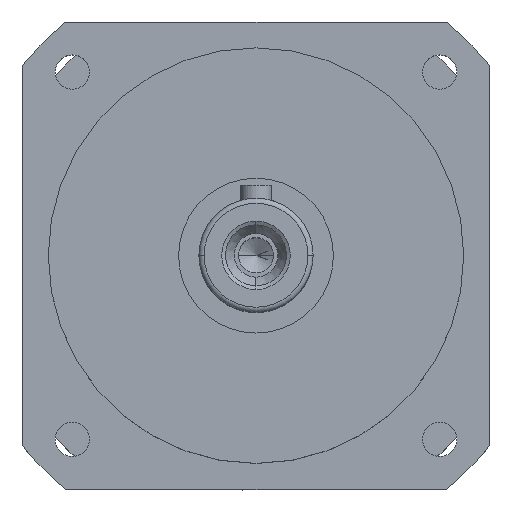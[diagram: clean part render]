
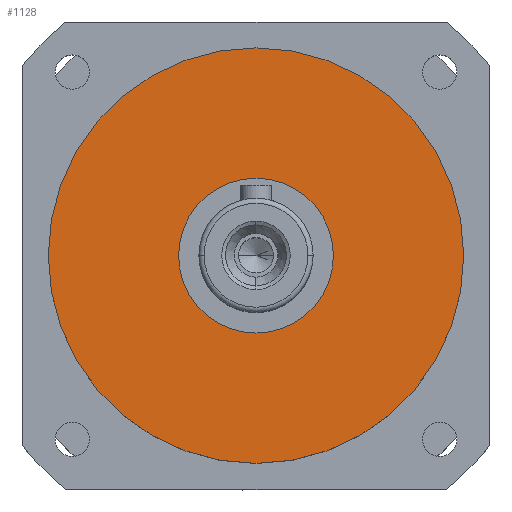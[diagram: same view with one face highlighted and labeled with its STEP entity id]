
A CAD part, top view. The second image highlights one B-rep face of the part: STEP entity #1128.
In plain terms, the highlighted planar face has unit normal (0, 0, 1).
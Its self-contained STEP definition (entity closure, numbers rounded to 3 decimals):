
#648 = EDGE_CURVE ( 'NONE', #5172, #7968, #9738, .T. ) ;
#1128 = ADVANCED_FACE ( 'NONE', ( #3967 ), #8322, .T. ) ;
#1149 = EDGE_CURVE ( 'NONE', #7968, #5172, #9730, .T. ) ;
#3082 = CARTESIAN_POINT ( 'NONE',  ( 40., 0., 60. ) ) ;
#3579 = CARTESIAN_POINT ( 'NONE',  ( 0., 0., 60. ) ) ;
#3967 = FACE_OUTER_BOUND ( 'NONE', #7746, .T. ) ;
#4070 = ORIENTED_EDGE ( 'NONE', *, *, #1149, .T. ) ;
#4493 = DIRECTION ( 'NONE',  ( 0., 0., 1. ) ) ;
#5123 = AXIS2_PLACEMENT_3D ( 'NONE', #10013, #10060, #10084 ) ;
#5172 = VERTEX_POINT ( 'NONE', #6199 ) ;
#6199 = CARTESIAN_POINT ( 'NONE',  ( -40., 0., 60. ) ) ;
#6718 = AXIS2_PLACEMENT_3D ( 'NONE', #8426, #8305, #8546 ) ;
#7746 = EDGE_LOOP ( 'NONE', ( #8701, #4070 ) ) ;
#7968 = VERTEX_POINT ( 'NONE', #3082 ) ;
#8283 = AXIS2_PLACEMENT_3D ( 'NONE', #3579, #4493, #9748 ) ;
#8305 = DIRECTION ( 'NONE',  ( 0., 0., 1. ) ) ;
#8322 = PLANE ( 'NONE',  #6718 ) ;
#8426 = CARTESIAN_POINT ( 'NONE',  ( 0., 0., 60. ) ) ;
#8546 = DIRECTION ( 'NONE',  ( 1., 0., 0. ) ) ;
#8701 = ORIENTED_EDGE ( 'NONE', *, *, #648, .T. ) ;
#9730 = CIRCLE ( 'NONE', #8283, 40. ) ;
#9738 = CIRCLE ( 'NONE', #5123, 40. ) ;
#9748 = DIRECTION ( 'NONE',  ( 1., 0., 0. ) ) ;
#10013 = CARTESIAN_POINT ( 'NONE',  ( 0., 0., 60. ) ) ;
#10060 = DIRECTION ( 'NONE',  ( 0., 0., 1. ) ) ;
#10084 = DIRECTION ( 'NONE',  ( 1., 0., 0. ) ) ;
